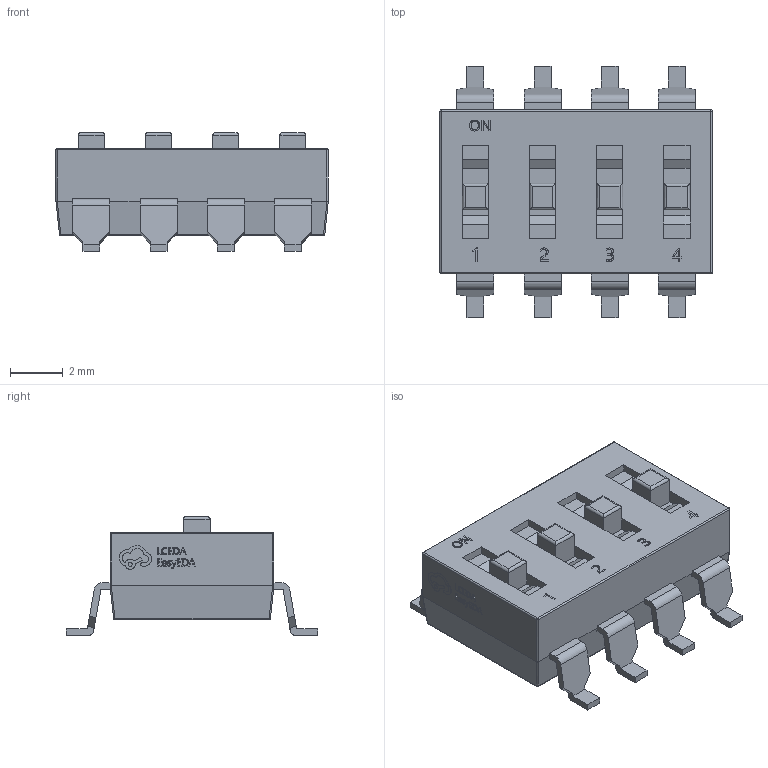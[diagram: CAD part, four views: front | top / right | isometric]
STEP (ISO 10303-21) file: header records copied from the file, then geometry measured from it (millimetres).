
FILE_DESCRIPTION (( 'STEP AP214' ), '1' );
FILE_NAME ('SW-SMD_8P-L10.3-W6.2-P2.54-LS9.5-BL.STEP', '2024-09-16T07:25:36', ( '' ), ( '' ), 'SwSTEP 2.0', 'SolidWorks 2020', '' );
FILE_SCHEMA (( 'AUTOMOTIVE_DESIGN' ));
Length unit declared in the file: millimetre
Products named in the file (1): SW-SMD_8P-L10.3-W6.2-P2.54-LS9.5-BL
Bounding box: 10.31 x 9.5 x 4.5 mm (x, y, z)
Volume: 212.8 mm3; surface area: 329.2 mm2
Topology: 15 solids, 15 shells, 550 faces, 1479 edges, 970 vertices
Faces by surface type: plane 352, bspline 134, cylinder 56, sphere 8
Entity records: 25597 total; most frequent: CARTESIAN_POINT 6576, ORIENTED_EDGE 2950, DIRECTION 2075, EDGE_CURVE 1475, VECTOR 1097, LINE 1097, VERTEX_POINT 970, EDGE_LOOP 577
